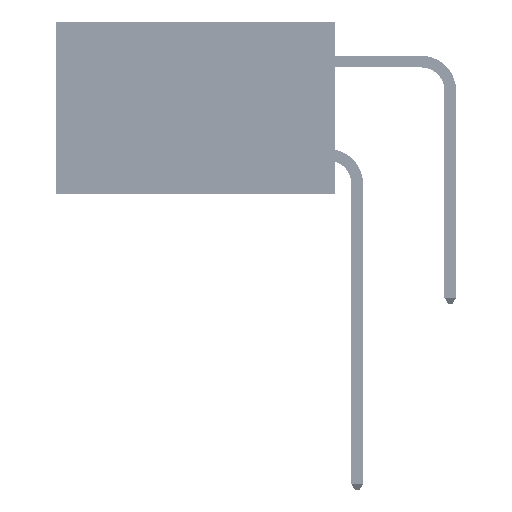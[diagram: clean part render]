
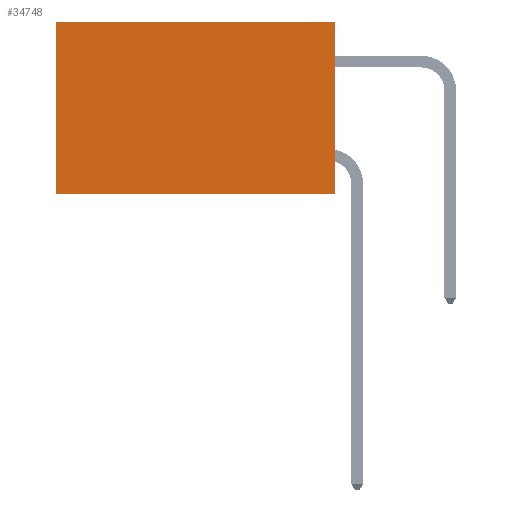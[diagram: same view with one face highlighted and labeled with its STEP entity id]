
A CAD part, left-side view. The second image highlights one B-rep face of the part: STEP entity #34748.
In plain terms, the highlighted planar face has unit normal (-1, 0, 0).
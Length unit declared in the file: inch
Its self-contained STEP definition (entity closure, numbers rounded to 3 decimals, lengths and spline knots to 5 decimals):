
#1372 = CARTESIAN_POINT ( 'NONE',  ( 0.2875, 0., -0.37 ) ) ;
#4910 = ORIENTED_EDGE ( 'NONE', *, *, #46411, .F. ) ;
#7649 = LINE ( 'NONE', #1372, #49364 ) ;
#10157 = AXIS2_PLACEMENT_3D ( 'NONE', #20907, #25305, #17000 ) ;
#10609 = ORIENTED_EDGE ( 'NONE', *, *, #34867, .T. ) ;
#11924 = CARTESIAN_POINT ( 'NONE',  ( 0.2875, 0., 0. ) ) ;
#15379 = VERTEX_POINT ( 'NONE', #27549 ) ;
#15631 = EDGE_CURVE ( 'NONE', #30001, #15379, #24062, .T. ) ;
#17000 = DIRECTION ( 'NONE',  ( 0., 0., -1. ) ) ;
#20907 = CARTESIAN_POINT ( 'NONE',  ( 0.2875, 0., 0. ) ) ;
#21142 = CARTESIAN_POINT ( 'NONE',  ( 0.2875, 0., -0.37 ) ) ;
#22018 = DIRECTION ( 'NONE',  ( 0., 0., -1. ) ) ;
#24062 = LINE ( 'NONE', #46182, #34224 ) ;
#25305 = DIRECTION ( 'NONE',  ( 1., 0., 0. ) ) ;
#25479 = CARTESIAN_POINT ( 'NONE',  ( 0.2875, 0., 0. ) ) ;
#26028 = ORIENTED_EDGE ( 'NONE', *, *, #15631, .T. ) ;
#27549 = CARTESIAN_POINT ( 'NONE',  ( 0.2875, 0.6, -0.37 ) ) ;
#29189 = VECTOR ( 'NONE', #30762, 39.37008 ) ;
#30001 = VERTEX_POINT ( 'NONE', #46805 ) ;
#30762 = DIRECTION ( 'NONE',  ( 0., 0., -1. ) ) ;
#32786 = VECTOR ( 'NONE', #49147, 39.37008 ) ;
#32899 = VERTEX_POINT ( 'NONE', #11924 ) ;
#34224 = VECTOR ( 'NONE', #22018, 39.37008 ) ;
#34352 = DIRECTION ( 'NONE',  ( 0., 1., 0. ) ) ;
#34748 = ADVANCED_FACE ( 'NONE', ( #50562 ), #45233, .F. ) ;
#34867 = EDGE_CURVE ( 'NONE', #32899, #30001, #35353, .T. ) ;
#34890 = CARTESIAN_POINT ( 'NONE',  ( 0.2875, 0., 0. ) ) ;
#35353 = LINE ( 'NONE', #25479, #32786 ) ;
#39419 = ORIENTED_EDGE ( 'NONE', *, *, #49852, .F. ) ;
#41273 = LINE ( 'NONE', #34890, #29189 ) ;
#44980 = EDGE_LOOP ( 'NONE', ( #26028, #4910, #39419, #10609 ) ) ;
#45233 = PLANE ( 'NONE',  #10157 ) ;
#46182 = CARTESIAN_POINT ( 'NONE',  ( 0.2875, 0.6, 0. ) ) ;
#46411 = EDGE_CURVE ( 'NONE', #46894, #15379, #7649, .T. ) ;
#46805 = CARTESIAN_POINT ( 'NONE',  ( 0.2875, 0.6, 0. ) ) ;
#46894 = VERTEX_POINT ( 'NONE', #21142 ) ;
#49147 = DIRECTION ( 'NONE',  ( 0., 1., 0. ) ) ;
#49364 = VECTOR ( 'NONE', #34352, 39.37008 ) ;
#49852 = EDGE_CURVE ( 'NONE', #32899, #46894, #41273, .T. ) ;
#50562 = FACE_OUTER_BOUND ( 'NONE', #44980, .T. ) ;
